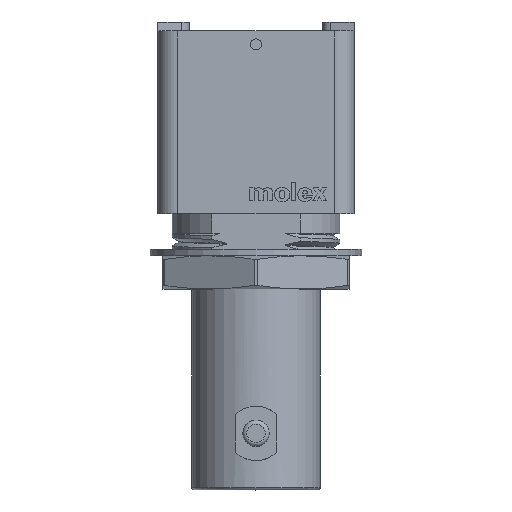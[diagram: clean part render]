
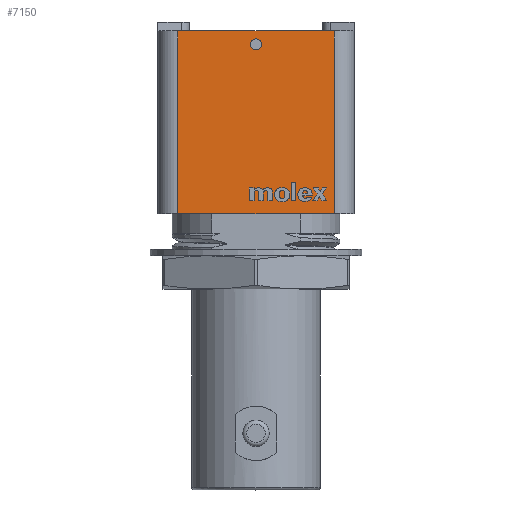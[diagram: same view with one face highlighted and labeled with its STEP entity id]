
A CAD part, top view. The second image highlights one B-rep face of the part: STEP entity #7150.
In plain terms, the highlighted planar face has unit normal (0, 0, 1).
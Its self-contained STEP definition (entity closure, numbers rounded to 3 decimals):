
#277=PLANE('',#7829);
#504=LINE('',#11781,#1114);
#519=LINE('',#11818,#1129);
#520=LINE('',#11821,#1130);
#521=LINE('',#11822,#1131);
#1114=VECTOR('',#8562,1.);
#1129=VECTOR('',#8589,1.);
#1130=VECTOR('',#8592,1.);
#1131=VECTOR('',#8593,1.);
#2087=FACE_OUTER_BOUND('',#2501,.T.);
#2501=EDGE_LOOP('',(#5080,#5081,#5082,#5083));
#3157=VERTEX_POINT('',#11778);
#3158=VERTEX_POINT('',#11780);
#3174=VERTEX_POINT('',#11816);
#3175=VERTEX_POINT('',#11820);
#3908=EDGE_CURVE('',#3158,#3157,#504,.T.);
#3927=EDGE_CURVE('',#3157,#3174,#519,.T.);
#3928=EDGE_CURVE('',#3158,#3175,#520,.T.);
#3929=EDGE_CURVE('',#3175,#3174,#521,.T.);
#5080=ORIENTED_EDGE('',*,*,#3928,.F.);
#5081=ORIENTED_EDGE('',*,*,#3908,.T.);
#5082=ORIENTED_EDGE('',*,*,#3927,.T.);
#5083=ORIENTED_EDGE('',*,*,#3929,.F.);
#7150=ADVANCED_FACE('',(#2087),#277,.T.);
#7829=AXIS2_PLACEMENT_3D('',#11819,#8590,#8591);
#8562=DIRECTION('',(1.,0.,0.));
#8589=DIRECTION('',(0.,1.,0.));
#8590=DIRECTION('center_axis',(0.,0.,1.));
#8591=DIRECTION('ref_axis',(1.,0.,0.));
#8592=DIRECTION('',(0.,1.,0.));
#8593=DIRECTION('',(1.,0.,0.));
#11778=CARTESIAN_POINT('',(5.88,20.76,6.25));
#11780=CARTESIAN_POINT('',(-5.88,20.76,6.25));
#11781=CARTESIAN_POINT('',(-7.38,20.76,6.25));
#11816=CARTESIAN_POINT('',(5.88,34.5,6.25));
#11818=CARTESIAN_POINT('',(5.88,35.1,6.25));
#11819=CARTESIAN_POINT('Origin',(-7.38,35.1,6.25));
#11820=CARTESIAN_POINT('',(-5.88,34.5,6.25));
#11821=CARTESIAN_POINT('',(-5.88,35.1,6.25));
#11822=CARTESIAN_POINT('',(0.,34.5,6.25));
